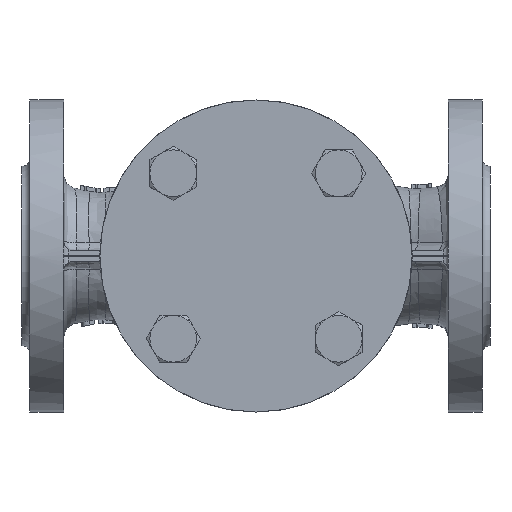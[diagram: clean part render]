
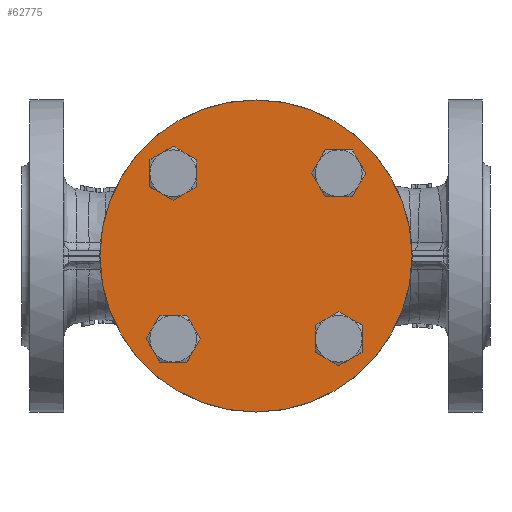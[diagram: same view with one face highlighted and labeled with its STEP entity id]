
A CAD part, front view. The second image highlights one B-rep face of the part: STEP entity #62775.
In plain terms, the highlighted planar face has unit normal (0, -1, 0).
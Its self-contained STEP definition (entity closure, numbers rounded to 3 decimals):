
#10583 = PLANE ( 'NONE',  #84926 ) ;
#10589 = FACE_OUTER_BOUND ( 'NONE', #79022, .T. ) ;
#10591 = FACE_BOUND ( 'NONE', #79014, .T. ) ;
#10595 = FACE_BOUND ( 'NONE', #79003, .T. ) ;
#10597 = CARTESIAN_POINT ( 'NONE',  ( -0.001, -111.244, 0. ) ) ;
#10599 = FACE_BOUND ( 'NONE', #79020, .T. ) ;
#10603 = FACE_BOUND ( 'NONE', #79019, .T. ) ;
#10606 = DIRECTION ( 'NONE',  ( 0., 1., 0. ) ) ;
#10608 = DIRECTION ( 'NONE',  ( 0., 0., 1. ) ) ;
#11680 = CIRCLE ( 'NONE', #11692, 9.027 ) ;
#11692 = AXIS2_PLACEMENT_3D ( 'NONE', #82795, #82796, #82797 ) ;
#11851 = CIRCLE ( 'NONE', #11861, 60.18 ) ;
#11861 = AXIS2_PLACEMENT_3D ( 'NONE', #82925, #82926, #82927 ) ;
#11984 = CIRCLE ( 'NONE', #12005, 9.027 ) ;
#12005 = AXIS2_PLACEMENT_3D ( 'NONE', #83015, #83016, #83017 ) ;
#12067 = CIRCLE ( 'NONE', #12073, 9.027 ) ;
#12073 = AXIS2_PLACEMENT_3D ( 'NONE', #83059, #83060, #83061 ) ;
#14384 = CARTESIAN_POINT ( 'NONE',  ( -0.001, -111.244, 60.18 ) ) ;
#14390 = CARTESIAN_POINT ( 'NONE',  ( -0.001, -111.244, -60.18 ) ) ;
#14426 = CARTESIAN_POINT ( 'NONE',  ( 31.914, -111.244, 40.942 ) ) ;
#14496 = CARTESIAN_POINT ( 'NONE',  ( 31.914, -111.244, 22.888 ) ) ;
#14514 = CARTESIAN_POINT ( 'NONE',  ( -40.943, -111.244, 31.915 ) ) ;
#14532 = CARTESIAN_POINT ( 'NONE',  ( 40.941, -111.244, -31.915 ) ) ;
#14546 = CARTESIAN_POINT ( 'NONE',  ( 22.887, -111.244, -31.915 ) ) ;
#14556 = CARTESIAN_POINT ( 'NONE',  ( -31.916, -111.244, -40.942 ) ) ;
#14568 = CARTESIAN_POINT ( 'NONE',  ( -31.916, -111.244, -22.888 ) ) ;
#14586 = CARTESIAN_POINT ( 'NONE',  ( -22.889, -111.244, 31.915 ) ) ;
#30830 = EDGE_CURVE ( 'NONE', #71024, #70920, #75614, .T. ) ;
#39583 = EDGE_CURVE ( 'NONE', #71074, #71095, #47159, .T. ) ;
#39585 = EDGE_CURVE ( 'NONE', #71108, #71125, #47158, .T. ) ;
#39588 = EDGE_CURVE ( 'NONE', #71049, #71152, #47157, .T. ) ;
#39590 = EDGE_CURVE ( 'NONE', #70920, #71024, #47155, .T. ) ;
#39606 = EDGE_CURVE ( 'NONE', #70867, #70856, #47171, .T. ) ;
#47140 = AXIS2_PLACEMENT_3D ( 'NONE', #102715, #102717, #102719 ) ;
#47150 = AXIS2_PLACEMENT_3D ( 'NONE', #102731, #102733, #102735 ) ;
#47154 = AXIS2_PLACEMENT_3D ( 'NONE', #102707, #102709, #102711 ) ;
#47155 = CIRCLE ( 'NONE', #47150, 9.027 ) ;
#47157 = CIRCLE ( 'NONE', #47163, 9.027 ) ;
#47158 = CIRCLE ( 'NONE', #47140, 9.027 ) ;
#47159 = CIRCLE ( 'NONE', #47154, 9.027 ) ;
#47163 = AXIS2_PLACEMENT_3D ( 'NONE', #102723, #102725, #102727 ) ;
#47171 = CIRCLE ( 'NONE', #47205, 60.18 ) ;
#47205 = AXIS2_PLACEMENT_3D ( 'NONE', #102786, #102788, #102790 ) ;
#51922 = ORIENTED_EDGE ( 'NONE', *, *, #39590, .T. ) ;
#51923 = ORIENTED_EDGE ( 'NONE', *, *, #30830, .T. ) ;
#51924 = ORIENTED_EDGE ( 'NONE', *, *, #39588, .T. ) ;
#51925 = ORIENTED_EDGE ( 'NONE', *, *, #112975, .T. ) ;
#51926 = ORIENTED_EDGE ( 'NONE', *, *, #39585, .T. ) ;
#51927 = ORIENTED_EDGE ( 'NONE', *, *, #112735, .T. ) ;
#51928 = ORIENTED_EDGE ( 'NONE', *, *, #39583, .T. ) ;
#51929 = ORIENTED_EDGE ( 'NONE', *, *, #113027, .T. ) ;
#51930 = ORIENTED_EDGE ( 'NONE', *, *, #39606, .F. ) ;
#51931 = ORIENTED_EDGE ( 'NONE', *, *, #112863, .F. ) ;
#62775 = ADVANCED_FACE ( 'NONE', ( #10591, #10595, #10599, #10603, #10589 ), #10583, .F. ) ;
#70856 = VERTEX_POINT ( 'NONE', #14384 ) ;
#70867 = VERTEX_POINT ( 'NONE', #14390 ) ;
#70920 = VERTEX_POINT ( 'NONE', #14426 ) ;
#71024 = VERTEX_POINT ( 'NONE', #14496 ) ;
#71049 = VERTEX_POINT ( 'NONE', #14514 ) ;
#71074 = VERTEX_POINT ( 'NONE', #14532 ) ;
#71095 = VERTEX_POINT ( 'NONE', #14546 ) ;
#71108 = VERTEX_POINT ( 'NONE', #14556 ) ;
#71125 = VERTEX_POINT ( 'NONE', #14568 ) ;
#71152 = VERTEX_POINT ( 'NONE', #14586 ) ;
#75614 = CIRCLE ( 'NONE', #75672, 9.027 ) ;
#75672 = AXIS2_PLACEMENT_3D ( 'NONE', #81124, #81125, #81126 ) ;
#79003 = EDGE_LOOP ( 'NONE', ( #51924, #51925 ) ) ;
#79014 = EDGE_LOOP ( 'NONE', ( #51922, #51923 ) ) ;
#79019 = EDGE_LOOP ( 'NONE', ( #51928, #51929 ) ) ;
#79020 = EDGE_LOOP ( 'NONE', ( #51926, #51927 ) ) ;
#79022 = EDGE_LOOP ( 'NONE', ( #51930, #51931 ) ) ;
#81124 = CARTESIAN_POINT ( 'NONE',  ( 31.914, -111.244, 31.915 ) ) ;
#81125 = DIRECTION ( 'NONE',  ( 0., 1., 0. ) ) ;
#81126 = DIRECTION ( 'NONE',  ( 0., 0., -1. ) ) ;
#82795 = CARTESIAN_POINT ( 'NONE',  ( -31.916, -111.244, -31.915 ) ) ;
#82796 = DIRECTION ( 'NONE',  ( 0., 1., 0. ) ) ;
#82797 = DIRECTION ( 'NONE',  ( 0., 0., 1. ) ) ;
#82925 = CARTESIAN_POINT ( 'NONE',  ( -0.001, -111.244, 0. ) ) ;
#82926 = DIRECTION ( 'NONE',  ( 0., 1., 0. ) ) ;
#82927 = DIRECTION ( 'NONE',  ( 0., 0., 1. ) ) ;
#83015 = CARTESIAN_POINT ( 'NONE',  ( -31.916, -111.244, 31.915 ) ) ;
#83016 = DIRECTION ( 'NONE',  ( 0., 1., 0. ) ) ;
#83017 = DIRECTION ( 'NONE',  ( 1., 0., 0. ) ) ;
#83059 = CARTESIAN_POINT ( 'NONE',  ( 31.914, -111.244, -31.915 ) ) ;
#83060 = DIRECTION ( 'NONE',  ( 0., 1., 0. ) ) ;
#83061 = DIRECTION ( 'NONE',  ( -1., 0., 0. ) ) ;
#84926 = AXIS2_PLACEMENT_3D ( 'NONE', #10597, #10606, #10608 ) ;
#102707 = CARTESIAN_POINT ( 'NONE',  ( 31.914, -111.244, -31.915 ) ) ;
#102709 = DIRECTION ( 'NONE',  ( 0., 1., 0. ) ) ;
#102711 = DIRECTION ( 'NONE',  ( -1., 0., 0. ) ) ;
#102715 = CARTESIAN_POINT ( 'NONE',  ( -31.916, -111.244, -31.915 ) ) ;
#102717 = DIRECTION ( 'NONE',  ( 0., 1., 0. ) ) ;
#102719 = DIRECTION ( 'NONE',  ( 0., 0., 1. ) ) ;
#102723 = CARTESIAN_POINT ( 'NONE',  ( -31.916, -111.244, 31.915 ) ) ;
#102725 = DIRECTION ( 'NONE',  ( 0., 1., 0. ) ) ;
#102727 = DIRECTION ( 'NONE',  ( 1., 0., 0. ) ) ;
#102731 = CARTESIAN_POINT ( 'NONE',  ( 31.914, -111.244, 31.915 ) ) ;
#102733 = DIRECTION ( 'NONE',  ( 0., 1., 0. ) ) ;
#102735 = DIRECTION ( 'NONE',  ( 0., 0., -1. ) ) ;
#102786 = CARTESIAN_POINT ( 'NONE',  ( -0.001, -111.244, 0. ) ) ;
#102788 = DIRECTION ( 'NONE',  ( 0., 1., 0. ) ) ;
#102790 = DIRECTION ( 'NONE',  ( 0., 0., 1. ) ) ;
#112735 = EDGE_CURVE ( 'NONE', #71125, #71108, #11680, .T. ) ;
#112863 = EDGE_CURVE ( 'NONE', #70856, #70867, #11851, .T. ) ;
#112975 = EDGE_CURVE ( 'NONE', #71152, #71049, #11984, .T. ) ;
#113027 = EDGE_CURVE ( 'NONE', #71095, #71074, #12067, .T. ) ;
